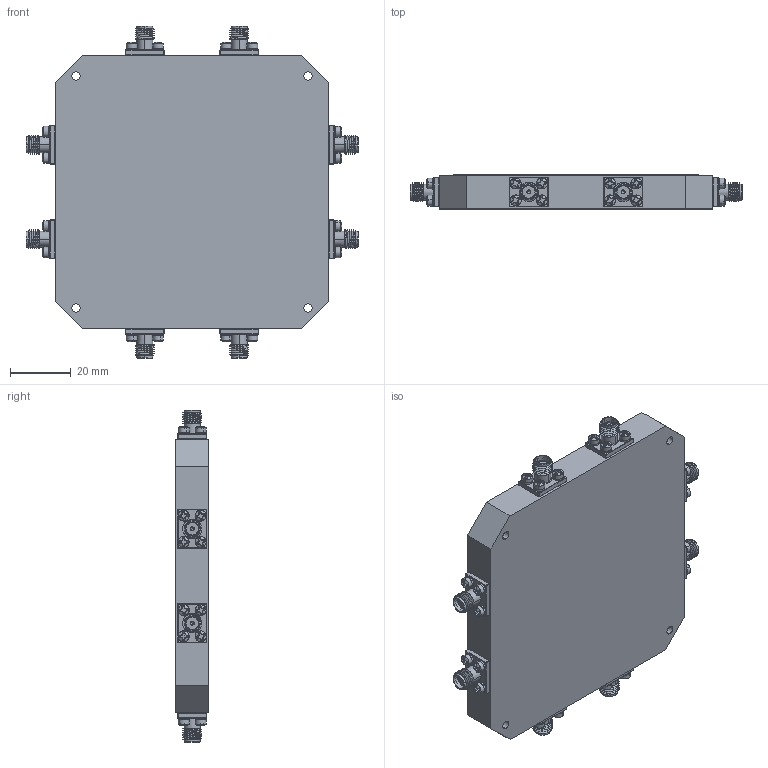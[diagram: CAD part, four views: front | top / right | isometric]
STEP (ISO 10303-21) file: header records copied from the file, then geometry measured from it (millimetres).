
FILE_DESCRIPTION (( 'STEP AP214' ), '1' );
FILE_NAME ('PMC-2D22D4-6D8-SFF.STEP', '2024-07-26T20:21:40', ( '' ), ( '' ), 'SwSTEP 2.0', 'SolidWorks 2023', '' );
FILE_SCHEMA (( 'AUTOMOTIVE_DESIGN' ));
Length unit declared in the file: inch
Products named in the file (6): PL256-P3-16FI 2-56 Phillips Fillister Screw  0.1875 MDH_91737A047; PL80-033 SMA(F) 15 MIL PIN 4 HOLE FLANGE 0.375X0.500 JNE; PMC-2D22D4-6D8-SFF; PL256-SWSP (DD) Split Washer Small Pattern; Housing (REV A1)_Outline; 27248400 - Label (Rev A1)_Shoshin
Assembly tree (74 placements, depth 2):
  PMC-2D22D4-6D8-SFF
    Housing (REV A1)_Outline
    27248400 - Label (Rev A1)_Shoshin
    PL80-033 SMA(F) 15 MIL PIN 4 HOLE FLANGE 0.375X0.500 JNE  x8
    PL256-SWSP (DD) Split Washer Small Pattern  x32
    PL256-P3-16FI 2-56 Phillips Fillister Screw  0.1875 MDH_91737A047  x32
Bounding box: 109.04 x 11.13 x 109.04 mm (x, y, z)
Volume: 91464.1 mm3; surface area: 40847 mm2
Topology: 106 solids, 106 shells, 2550 faces, 7242 edges, 5082 vertices
Faces by surface type: plane 1110, cylinder 640, torus 400, cone 256, sphere 128, bspline 16
Entity records: 30704 total; most frequent: CARTESIAN_POINT 12810, ORIENTED_EDGE 4330, DIRECTION 2744, EDGE_CURVE 2165, VERTEX_POINT 1971, LINE 1198, VECTOR 1198, AXIS2_PLACEMENT_3D 773
